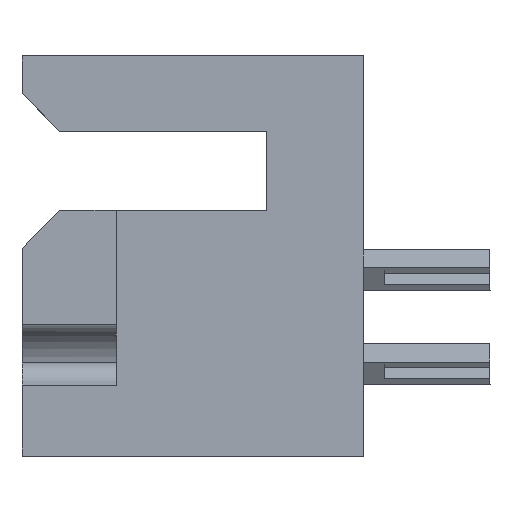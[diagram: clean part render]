
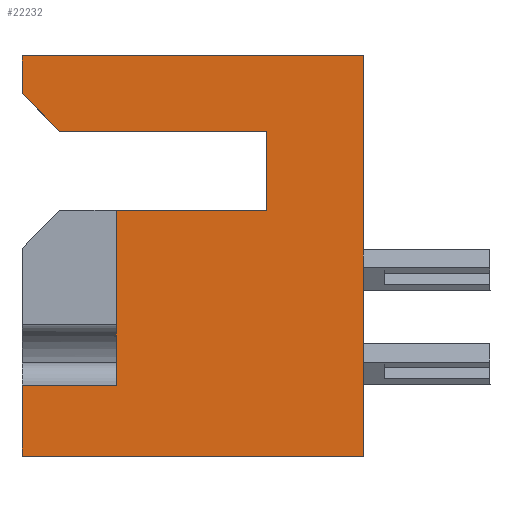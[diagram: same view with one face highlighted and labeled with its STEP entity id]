
A CAD part, left-side view. The second image highlights one B-rep face of the part: STEP entity #22232.
In plain terms, the highlighted planar face has unit normal (-1, 0, 0).
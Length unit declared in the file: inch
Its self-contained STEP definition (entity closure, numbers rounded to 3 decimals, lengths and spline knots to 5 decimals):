
#183 = EDGE_CURVE ( 'NONE', #4692, #29464, #27360, .T. ) ;
#272 = EDGE_CURVE ( 'NONE', #13994, #20867, #23656, .T. ) ;
#366 = ORIENTED_EDGE ( 'NONE', *, *, #6367, .T. ) ;
#665 = CARTESIAN_POINT ( 'NONE',  ( 0., 0.403, -0.1 ) ) ;
#1602 = LINE ( 'NONE', #23096, #26879 ) ;
#1881 = LINE ( 'NONE', #665, #16080 ) ;
#2464 = CARTESIAN_POINT ( 'NONE',  ( 0., 0.453, -0.531 ) ) ;
#2758 = DIRECTION ( 'NONE',  ( 0., -0.707, -0.707 ) ) ;
#2777 = CARTESIAN_POINT ( 'NONE',  ( 0., 0.328, -0.205 ) ) ;
#3527 = EDGE_CURVE ( 'NONE', #4692, #24100, #16357, .T. ) ;
#3678 = DIRECTION ( 'NONE',  ( 0., -1., 0. ) ) ;
#3773 = CARTESIAN_POINT ( 'NONE',  ( 0., 0., 0. ) ) ;
#3857 = EDGE_CURVE ( 'NONE', #18970, #13994, #16715, .T. ) ;
#4456 = DIRECTION ( 'NONE',  ( 0., 0., 1. ) ) ;
#4555 = CARTESIAN_POINT ( 'NONE',  ( 0., 0.453, 0. ) ) ;
#4692 = VERTEX_POINT ( 'NONE', #17969 ) ;
#4749 = ORIENTED_EDGE ( 'NONE', *, *, #8282, .T. ) ;
#5003 = DIRECTION ( 'NONE',  ( 0., 0., 1. ) ) ;
#5596 = VECTOR ( 'NONE', #4456, 39.37008 ) ;
#5944 = CARTESIAN_POINT ( 'NONE',  ( 0., 0.453, 0. ) ) ;
#6367 = EDGE_CURVE ( 'NONE', #8809, #20867, #1602, .T. ) ;
#7641 = CARTESIAN_POINT ( 'NONE',  ( 0., 0.453, -0.437 ) ) ;
#7651 = DIRECTION ( 'NONE',  ( 0., 1., 0. ) ) ;
#7920 = LINE ( 'NONE', #22982, #13523 ) ;
#8076 = CARTESIAN_POINT ( 'NONE',  ( 0., 0.453, -0.05 ) ) ;
#8282 = EDGE_CURVE ( 'NONE', #18970, #21272, #1881, .T. ) ;
#8809 = VERTEX_POINT ( 'NONE', #16926 ) ;
#9886 = DIRECTION ( 'NONE',  ( 0., 0., 1. ) ) ;
#10019 = VECTOR ( 'NONE', #16402, 39.37008 ) ;
#10627 = DIRECTION ( 'NONE',  ( 0., 0., -1. ) ) ;
#11365 = EDGE_LOOP ( 'NONE', ( #25003, #14165, #18001, #366, #23445, #13115, #4749, #14271, #13512, #24881, #24090 ) ) ;
#11537 = LINE ( 'NONE', #4555, #5596 ) ;
#13115 = ORIENTED_EDGE ( 'NONE', *, *, #3857, .F. ) ;
#13512 = ORIENTED_EDGE ( 'NONE', *, *, #3527, .F. ) ;
#13523 = VECTOR ( 'NONE', #13553, 39.37008 ) ;
#13533 = VECTOR ( 'NONE', #16133, 39.37008 ) ;
#13553 = DIRECTION ( 'NONE',  ( 0., 1., 0. ) ) ;
#13994 = VERTEX_POINT ( 'NONE', #23627 ) ;
#14165 = ORIENTED_EDGE ( 'NONE', *, *, #25394, .F. ) ;
#14271 = ORIENTED_EDGE ( 'NONE', *, *, #15149, .F. ) ;
#14366 = FACE_OUTER_BOUND ( 'NONE', #11365, .T. ) ;
#14699 = EDGE_CURVE ( 'NONE', #28547, #8809, #25025, .T. ) ;
#15149 = EDGE_CURVE ( 'NONE', #24100, #21272, #26105, .T. ) ;
#15538 = DIRECTION ( 'NONE',  ( 0., 0., 1. ) ) ;
#15975 = VECTOR ( 'NONE', #5003, 39.37008 ) ;
#16080 = VECTOR ( 'NONE', #2758, 39.37008 ) ;
#16133 = DIRECTION ( 'NONE',  ( 0., 1., 0. ) ) ;
#16357 = LINE ( 'NONE', #21070, #10019 ) ;
#16402 = DIRECTION ( 'NONE',  ( 0., 0., 1. ) ) ;
#16715 = LINE ( 'NONE', #23796, #15975 ) ;
#16926 = CARTESIAN_POINT ( 'NONE',  ( 0., 0., -0.531 ) ) ;
#17007 = EDGE_CURVE ( 'NONE', #26329, #29464, #28587, .T. ) ;
#17403 = CARTESIAN_POINT ( 'NONE',  ( 0., 0.128, -0.1 ) ) ;
#17563 = CARTESIAN_POINT ( 'NONE',  ( 0., 0.128, -0.205 ) ) ;
#17969 = CARTESIAN_POINT ( 'NONE',  ( 0., 0.128, -0.205 ) ) ;
#18001 = ORIENTED_EDGE ( 'NONE', *, *, #14699, .T. ) ;
#18596 = CARTESIAN_POINT ( 'NONE',  ( 0., 0.128, -0.1 ) ) ;
#18970 = VERTEX_POINT ( 'NONE', #8076 ) ;
#19455 = DIRECTION ( 'NONE',  ( 0., -1., 0. ) ) ;
#19476 = CARTESIAN_POINT ( 'NONE',  ( 0., 0.403, -0.1 ) ) ;
#19662 = AXIS2_PLACEMENT_3D ( 'NONE', #5944, #24817, #10627 ) ;
#19884 = PLANE ( 'NONE',  #19662 ) ;
#20867 = VERTEX_POINT ( 'NONE', #3773 ) ;
#21070 = CARTESIAN_POINT ( 'NONE',  ( 0., 0.128, -0.1 ) ) ;
#21272 = VERTEX_POINT ( 'NONE', #19476 ) ;
#21819 = VECTOR ( 'NONE', #7651, 39.37008 ) ;
#22232 = ADVANCED_FACE ( 'NONE', ( #14366 ), #19884, .F. ) ;
#22336 = VECTOR ( 'NONE', #9886, 39.37008 ) ;
#22982 = CARTESIAN_POINT ( 'NONE',  ( 0., 0.328, -0.437 ) ) ;
#23096 = CARTESIAN_POINT ( 'NONE',  ( 0., 0., 0. ) ) ;
#23445 = ORIENTED_EDGE ( 'NONE', *, *, #272, .F. ) ;
#23627 = CARTESIAN_POINT ( 'NONE',  ( 0., 0.453, 0. ) ) ;
#23656 = LINE ( 'NONE', #24763, #28431 ) ;
#23796 = CARTESIAN_POINT ( 'NONE',  ( 0., 0.453, 0. ) ) ;
#24090 = ORIENTED_EDGE ( 'NONE', *, *, #17007, .F. ) ;
#24100 = VERTEX_POINT ( 'NONE', #17403 ) ;
#24763 = CARTESIAN_POINT ( 'NONE',  ( 0., 0.453, 0. ) ) ;
#24817 = DIRECTION ( 'NONE',  ( 1., 0., 0. ) ) ;
#24881 = ORIENTED_EDGE ( 'NONE', *, *, #183, .T. ) ;
#25003 = ORIENTED_EDGE ( 'NONE', *, *, #30232, .T. ) ;
#25025 = LINE ( 'NONE', #26259, #29847 ) ;
#25394 = EDGE_CURVE ( 'NONE', #28547, #29344, #11537, .T. ) ;
#26105 = LINE ( 'NONE', #18596, #13533 ) ;
#26259 = CARTESIAN_POINT ( 'NONE',  ( 0., 0.453, -0.531 ) ) ;
#26329 = VERTEX_POINT ( 'NONE', #27543 ) ;
#26879 = VECTOR ( 'NONE', #15538, 39.37008 ) ;
#27247 = CARTESIAN_POINT ( 'NONE',  ( 0., 0.328, -0.205 ) ) ;
#27360 = LINE ( 'NONE', #17563, #21819 ) ;
#27543 = CARTESIAN_POINT ( 'NONE',  ( 0., 0.328, -0.437 ) ) ;
#28431 = VECTOR ( 'NONE', #3678, 39.37008 ) ;
#28547 = VERTEX_POINT ( 'NONE', #2464 ) ;
#28587 = LINE ( 'NONE', #2777, #22336 ) ;
#29344 = VERTEX_POINT ( 'NONE', #7641 ) ;
#29464 = VERTEX_POINT ( 'NONE', #27247 ) ;
#29847 = VECTOR ( 'NONE', #19455, 39.37008 ) ;
#30232 = EDGE_CURVE ( 'NONE', #26329, #29344, #7920, .T. ) ;
